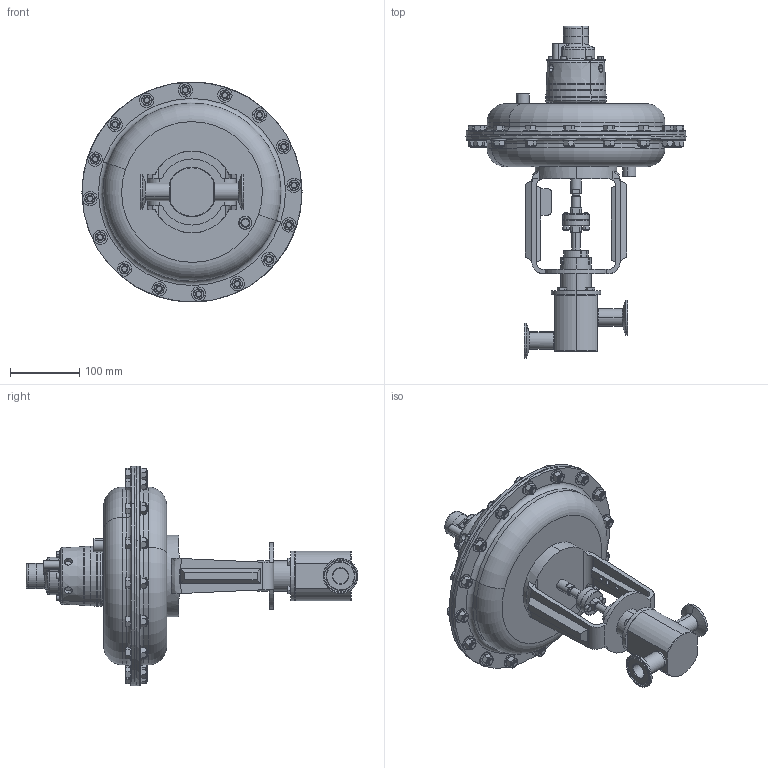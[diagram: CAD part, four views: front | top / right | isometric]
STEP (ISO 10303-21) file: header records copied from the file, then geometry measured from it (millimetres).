
FILE_DESCRIPTION (( 'STEP AP203' ), '1' );
FILE_NAME ('978ENTP-100-JD-55M.STEP', '2017-06-12T20:27:14', ( '' ), ( '' ), 'SwSTEP 2.0', 'SolidWorks 2014', '' );
FILE_SCHEMA (( 'CONFIG_CONTROL_DESIGN' ));
Length unit declared in the file: inch
Products named in the file (2): 978ENTP-100-JD-55M
Bounding box: 317.49 x 479.06 x 317.42 mm (x, y, z)
Volume: 6123369.9 mm3; surface area: 389685.4 mm2
Topology: 1 solids, 1 shells, 1348 faces, 3092 edges, 1864 vertices
Faces by surface type: plane 556, cone 447, cylinder 274, torus 60, bspline 11
Entity records: 41236 total; most frequent: CARTESIAN_POINT 11283, DIRECTION 6248, ORIENTED_EDGE 6160, EDGE_CURVE 3080, AXIS2_PLACEMENT_3D 2565, VERTEX_POINT 1864, EDGE_LOOP 1508, ADVANCED_FACE 1348
